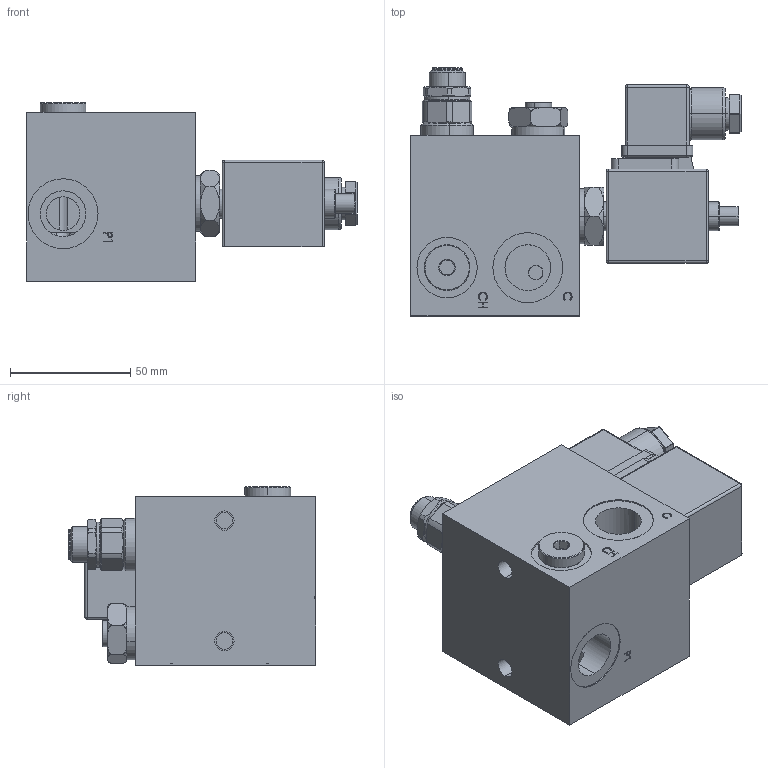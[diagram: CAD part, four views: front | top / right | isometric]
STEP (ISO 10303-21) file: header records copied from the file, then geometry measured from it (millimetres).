
FILE_DESCRIPTION (( 'STEP AP203' ), '1' );
FILE_NAME ('LVS 1-2 Platform Block.STEP', '2021-02-08T05:37:17', ( '' ), ( '' ), 'SwSTEP 2.0', 'SolidWorks 2018', '' );
FILE_SCHEMA (( 'CONFIG_CONTROL_DESIGN' ));
Length unit declared in the file: millimetre
Products named in the file (15): Soket; Poppet; Bobin; BP-1_4; LVS 1-2 Platform Block; bilya; yay; PCFCV (PゼV); HP-PRV-05; 7.66X1.78 o-ring; HPB-005(LVS platform bloðu (kýrmýzý))_LVS 01.01 (1-2); kapak; kovan; check valve; P-NC-MO
Assembly tree (14 placements, depth 3):
  LVS 1-2 Platform Block
    HPB-005(LVS platform bloðu (kýrmýzý))_LVS 01.01 (1-2)
    HP-PRV-05
    BP-1_4
    PCFCV (PゼV)
    check valve
      kapak
      kovan
      yay
      bilya
      7.66X1.78 o-ring
    P-NC-MO
      Poppet
      Bobin
      Soket
Bounding box: 137 x 102.9 x 74 mm (x, y, z)
Volume: 442252.3 mm3; surface area: 83906.5 mm2
Topology: 15 solids, 15 shells, 939 faces, 2298 edges, 1427 vertices
Faces by surface type: plane 333, cylinder 330, cone 141, bspline 90, torus 31, sphere 14
Entity records: 40758 total; most frequent: CARTESIAN_POINT 17821, ORIENTED_EDGE 4562, DIRECTION 4257, EDGE_CURVE 2281, AXIS2_PLACEMENT_3D 1601, VERTEX_POINT 1424, EDGE_LOOP 1061, VECTOR 1055
